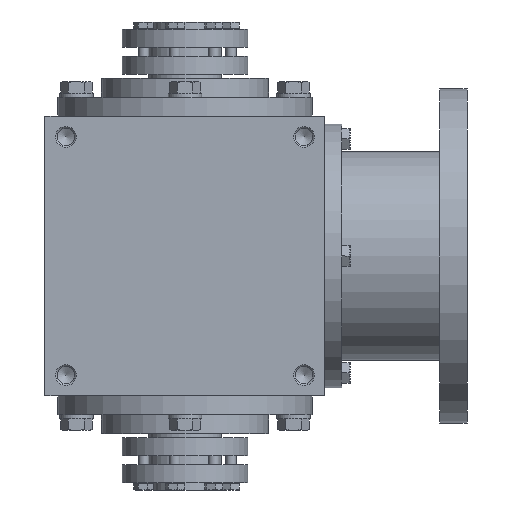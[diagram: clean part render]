
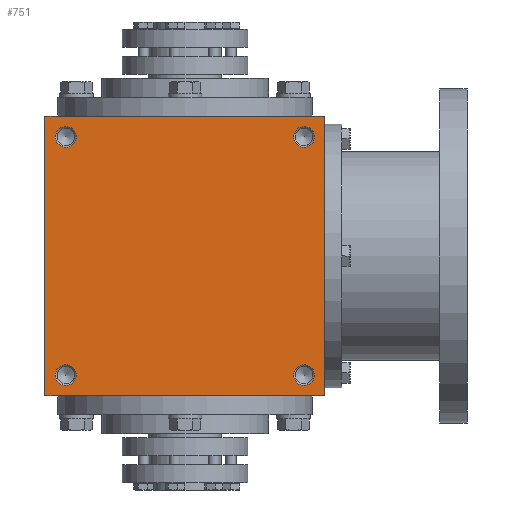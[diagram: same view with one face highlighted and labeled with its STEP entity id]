
A CAD part, front view. The second image highlights one B-rep face of the part: STEP entity #751.
In plain terms, the highlighted planar face has unit normal (0, -1, 0).
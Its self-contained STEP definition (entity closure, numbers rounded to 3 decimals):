
#751 = ADVANCED_FACE( '', ( #1605, #1606, #1607, #1608, #1609 ), #1610, .F. );
#1605 = FACE_BOUND( '', #2715, .T. );
#1606 = FACE_BOUND( '', #2716, .T. );
#1607 = FACE_BOUND( '', #2717, .T. );
#1608 = FACE_BOUND( '', #2718, .T. );
#1609 = FACE_OUTER_BOUND( '', #2719, .T. );
#1610 = PLANE( '', #2720 );
#2715 = EDGE_LOOP( '', ( #4283 ) );
#2716 = EDGE_LOOP( '', ( #4284 ) );
#2717 = EDGE_LOOP( '', ( #4285 ) );
#2718 = EDGE_LOOP( '', ( #4286 ) );
#2719 = EDGE_LOOP( '', ( #4287, #4288, #4289, #4290 ) );
#2720 = AXIS2_PLACEMENT_3D( '', #4291, #4292, #4293 );
#4283 = ORIENTED_EDGE( '', *, *, #5789, .T. );
#4284 = ORIENTED_EDGE( '', *, *, #6129, .T. );
#4285 = ORIENTED_EDGE( '', *, *, #6130, .F. );
#4286 = ORIENTED_EDGE( '', *, *, #6131, .F. );
#4287 = ORIENTED_EDGE( '', *, *, #5961, .T. );
#4288 = ORIENTED_EDGE( '', *, *, #6132, .F. );
#4289 = ORIENTED_EDGE( '', *, *, #5931, .F. );
#4290 = ORIENTED_EDGE( '', *, *, #6133, .T. );
#4291 = CARTESIAN_POINT( '', ( -67., -67., 67. ) );
#4292 = DIRECTION( '', ( 0., 1., 0. ) );
#4293 = DIRECTION( '', ( 0., 0., 1. ) );
#5789 = EDGE_CURVE( '', #6732, #6732, #6733, .T. );
#5931 = EDGE_CURVE( '', #6960, #6962, #6963, .T. );
#5961 = EDGE_CURVE( '', #7005, #7009, #7011, .T. );
#6129 = EDGE_CURVE( '', #7245, #7245, #7246, .T. );
#6130 = EDGE_CURVE( '', #7247, #7247, #7248, .T. );
#6131 = EDGE_CURVE( '', #7249, #7249, #7250, .T. );
#6132 = EDGE_CURVE( '', #6962, #7009, #7251, .T. );
#6133 = EDGE_CURVE( '', #6960, #7005, #7252, .T. );
#6732 = VERTEX_POINT( '', #8060 );
#6733 = CIRCLE( '', #8061, 5. );
#6960 = VERTEX_POINT( '', #8420 );
#6962 = VERTEX_POINT( '', #8423 );
#6963 = LINE( '', #8424, #8425 );
#7005 = VERTEX_POINT( '', #8494 );
#7009 = VERTEX_POINT( '', #8500 );
#7011 = LINE( '', #8503, #8504 );
#7245 = VERTEX_POINT( '', #8881 );
#7246 = CIRCLE( '', #8882, 5. );
#7247 = VERTEX_POINT( '', #8883 );
#7248 = CIRCLE( '', #8884, 5. );
#7249 = VERTEX_POINT( '', #8885 );
#7250 = CIRCLE( '', #8886, 5. );
#7251 = LINE( '', #8887, #8888 );
#7252 = LINE( '', #8889, #8890 );
#8060 = CARTESIAN_POINT( '', ( -57., -67., -52. ) );
#8061 = AXIS2_PLACEMENT_3D( '', #9744, #9745, #9746 );
#8420 = CARTESIAN_POINT( '', ( -67., -67., 67. ) );
#8423 = CARTESIAN_POINT( '', ( 67., -67., 67. ) );
#8424 = CARTESIAN_POINT( '', ( -67., -67., 67. ) );
#8425 = VECTOR( '', #9940, 1000. );
#8494 = CARTESIAN_POINT( '', ( -67., -67., -67. ) );
#8500 = CARTESIAN_POINT( '', ( 67., -67., -67. ) );
#8503 = CARTESIAN_POINT( '', ( -67., -67., -67. ) );
#8504 = VECTOR( '', #9978, 1000. );
#8881 = CARTESIAN_POINT( '', ( -57., -67., 62. ) );
#8882 = AXIS2_PLACEMENT_3D( '', #10171, #10172, #10173 );
#8883 = CARTESIAN_POINT( '', ( 57., -67., -62. ) );
#8884 = AXIS2_PLACEMENT_3D( '', #10174, #10175, #10176 );
#8885 = CARTESIAN_POINT( '', ( 57., -67., 52. ) );
#8886 = AXIS2_PLACEMENT_3D( '', #10177, #10178, #10179 );
#8887 = CARTESIAN_POINT( '', ( 67., -67., 67. ) );
#8888 = VECTOR( '', #10180, 1000. );
#8889 = CARTESIAN_POINT( '', ( -67., -67., 67. ) );
#8890 = VECTOR( '', #10181, 1000. );
#9744 = CARTESIAN_POINT( '', ( -57., -67., -57. ) );
#9745 = DIRECTION( '', ( 0., 1., 0. ) );
#9746 = DIRECTION( '', ( 0., 0., 1. ) );
#9940 = DIRECTION( '', ( 1., 0., 0. ) );
#9978 = DIRECTION( '', ( 1., 0., 0. ) );
#10171 = CARTESIAN_POINT( '', ( -57., -67., 57. ) );
#10172 = DIRECTION( '', ( 0., 1., 0. ) );
#10173 = DIRECTION( '', ( 0., 0., 1. ) );
#10174 = CARTESIAN_POINT( '', ( 57., -67., -57. ) );
#10175 = DIRECTION( '', ( 0., -1., 0. ) );
#10176 = DIRECTION( '', ( 0., 0., -1. ) );
#10177 = CARTESIAN_POINT( '', ( 57., -67., 57. ) );
#10178 = DIRECTION( '', ( 0., -1., 0. ) );
#10179 = DIRECTION( '', ( 0., 0., -1. ) );
#10180 = DIRECTION( '', ( 0., 0., -1. ) );
#10181 = DIRECTION( '', ( 0., 0., -1. ) );
